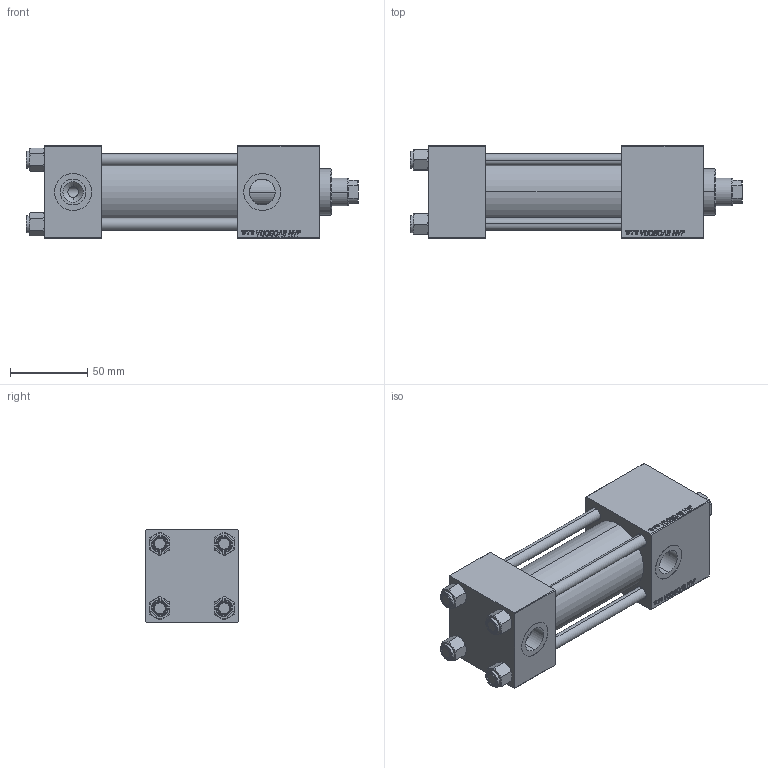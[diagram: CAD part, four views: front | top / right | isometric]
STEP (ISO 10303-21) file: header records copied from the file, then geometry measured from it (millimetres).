
FILE_DESCRIPTION (( 'STEP AP203' ), '1' );
FILE_NAME ('14bb.STEP', '2025-01-31T11:40:45', ( '' ), ( '' ), 'SwSTEP 2.0', 'SolidWorks 2019', '' );
FILE_SCHEMA (( 'CONFIG_CONTROL_DESIGN' ));
Length unit declared in the file: millimetre
Products named in the file (6): 14bb; V215CR_VCP_C da6031a2a0fed1a2a0f13f425cc65964; V215_VC_A da6031a2a0fed1a2a0f13f425cc65964; V215CR_C_Body da6031a2a0fed1a2a0f13f425cc65964; NUT_M5_C da6031a2a0fed1a2a0f13f425cc65964; V215CR_C_TYCINKA da6031a2a0fed1a2a0f13f425cc65964
Assembly tree (11 placements, depth 2):
  14bb
    V215CR_C_Body da6031a2a0fed1a2a0f13f425cc65964
    V215CR_VCP_C da6031a2a0fed1a2a0f13f425cc65964
    NUT_M5_C da6031a2a0fed1a2a0f13f425cc65964  x4
    V215CR_C_TYCINKA da6031a2a0fed1a2a0f13f425cc65964  x4
    V215_VC_A da6031a2a0fed1a2a0f13f425cc65964
Bounding box: 215 x 60 x 60 mm (x, y, z)
Volume: 428313.7 mm3; surface area: 118146.5 mm2
Topology: 11 solids, 11 shells, 1149 faces, 2878 edges, 1867 vertices
Faces by surface type: plane 526, bspline 392, cone 136, cylinder 87, torus 8
Entity records: 50242 total; most frequent: CARTESIAN_POINT 27109, ORIENTED_EDGE 5248, DIRECTION 3308, EDGE_CURVE 2624, VERTEX_POINT 1723, VECTOR 1592, LINE 1592, EDGE_LOOP 1157
